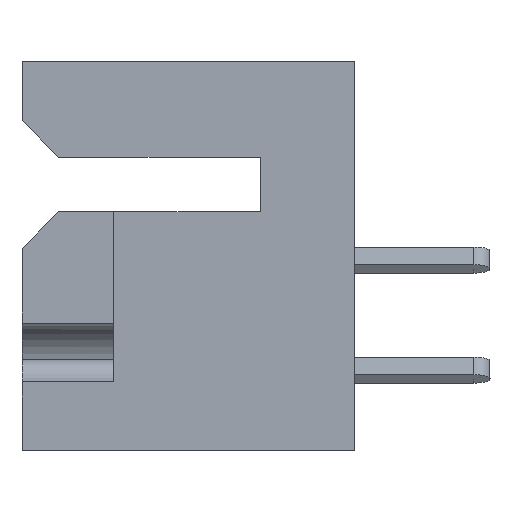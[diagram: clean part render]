
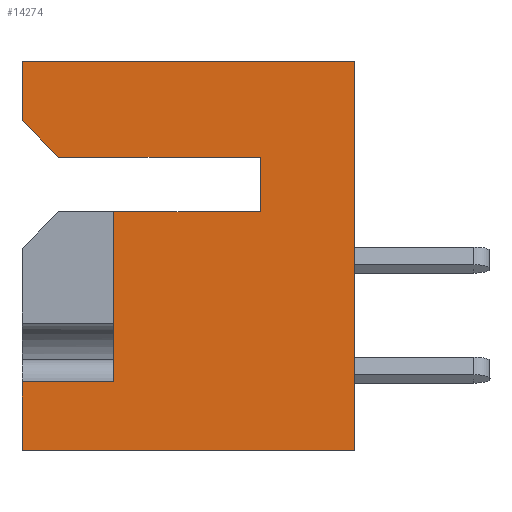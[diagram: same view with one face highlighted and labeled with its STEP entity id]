
A CAD part, left-side view. The second image highlights one B-rep face of the part: STEP entity #14274.
In plain terms, the highlighted planar face has unit normal (-1, 0, 0).
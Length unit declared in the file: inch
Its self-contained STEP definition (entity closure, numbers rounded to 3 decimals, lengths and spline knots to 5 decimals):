
#111 = EDGE_CURVE ( 'NONE', #17673, #32130, #26426, .T. ) ;
#716 = EDGE_CURVE ( 'NONE', #17243, #17673, #28709, .T. ) ;
#754 = EDGE_CURVE ( 'NONE', #20038, #27380, #13563, .T. ) ;
#919 = DIRECTION ( 'NONE',  ( 0., -1., 0. ) ) ;
#1270 = CARTESIAN_POINT ( 'NONE',  ( 0., 0.453, 0. ) ) ;
#1607 = LINE ( 'NONE', #13180, #14457 ) ;
#1883 = VECTOR ( 'NONE', #16261, 39.37008 ) ;
#1981 = FACE_OUTER_BOUND ( 'NONE', #28858, .T. ) ;
#1983 = CARTESIAN_POINT ( 'NONE',  ( 0., 0.328, -0.205 ) ) ;
#2108 = LINE ( 'NONE', #4347, #25043 ) ;
#2341 = CARTESIAN_POINT ( 'NONE',  ( 0., 0.453, -0.531 ) ) ;
#2453 = DIRECTION ( 'NONE',  ( 0., 0., 1. ) ) ;
#2923 = CARTESIAN_POINT ( 'NONE',  ( 0., 0.453, 0. ) ) ;
#3163 = ORIENTED_EDGE ( 'NONE', *, *, #18895, .T. ) ;
#3223 = LINE ( 'NONE', #11881, #14910 ) ;
#4347 = CARTESIAN_POINT ( 'NONE',  ( 0., 0.453, 0. ) ) ;
#4425 = CARTESIAN_POINT ( 'NONE',  ( 0., 0.128, -0.131 ) ) ;
#4768 = LINE ( 'NONE', #9409, #21101 ) ;
#5257 = DIRECTION ( 'NONE',  ( 1., 0., 0. ) ) ;
#5419 = VECTOR ( 'NONE', #31126, 39.37008 ) ;
#5799 = LINE ( 'NONE', #1270, #5419 ) ;
#6396 = DIRECTION ( 'NONE',  ( 0., 0., 1. ) ) ;
#7059 = ORIENTED_EDGE ( 'NONE', *, *, #7921, .T. ) ;
#7184 = DIRECTION ( 'NONE',  ( 0., 0., 1. ) ) ;
#7921 = EDGE_CURVE ( 'NONE', #21033, #16433, #30467, .T. ) ;
#8375 = CARTESIAN_POINT ( 'NONE',  ( 0., 0.403, -0.131 ) ) ;
#8654 = EDGE_CURVE ( 'NONE', #21033, #15752, #2108, .T. ) ;
#9174 = DIRECTION ( 'NONE',  ( 0., -0.707, -0.707 ) ) ;
#9409 = CARTESIAN_POINT ( 'NONE',  ( 0., 0.328, -0.205 ) ) ;
#9658 = CARTESIAN_POINT ( 'NONE',  ( 0., 0.453, 0. ) ) ;
#10044 = EDGE_CURVE ( 'NONE', #20038, #32130, #3223, .T. ) ;
#10502 = DIRECTION ( 'NONE',  ( 0., 0., -1. ) ) ;
#10526 = VECTOR ( 'NONE', #28603, 39.37008 ) ;
#11066 = CARTESIAN_POINT ( 'NONE',  ( 0., 0.453, -0.437 ) ) ;
#11881 = CARTESIAN_POINT ( 'NONE',  ( 0., 0.403, -0.131 ) ) ;
#13180 = CARTESIAN_POINT ( 'NONE',  ( 0., 0.128, -0.205 ) ) ;
#13308 = CARTESIAN_POINT ( 'NONE',  ( 0., 0.328, -0.437 ) ) ;
#13563 = LINE ( 'NONE', #9658, #23274 ) ;
#13938 = ORIENTED_EDGE ( 'NONE', *, *, #26381, .F. ) ;
#14274 = ADVANCED_FACE ( 'NONE', ( #1981 ), #25250, .F. ) ;
#14282 = DIRECTION ( 'NONE',  ( 0., 0., 1. ) ) ;
#14457 = VECTOR ( 'NONE', #23249, 39.37008 ) ;
#14910 = VECTOR ( 'NONE', #9174, 39.37008 ) ;
#15414 = VERTEX_POINT ( 'NONE', #27145 ) ;
#15467 = ORIENTED_EDGE ( 'NONE', *, *, #111, .F. ) ;
#15598 = ORIENTED_EDGE ( 'NONE', *, *, #10044, .T. ) ;
#15735 = EDGE_CURVE ( 'NONE', #19009, #15752, #28696, .T. ) ;
#15752 = VERTEX_POINT ( 'NONE', #11066 ) ;
#15769 = CARTESIAN_POINT ( 'NONE',  ( 0., 0.453, -0.081 ) ) ;
#16115 = CARTESIAN_POINT ( 'NONE',  ( 0., 0.128, -0.131 ) ) ;
#16261 = DIRECTION ( 'NONE',  ( 0., 1., 0. ) ) ;
#16433 = VERTEX_POINT ( 'NONE', #29111 ) ;
#16450 = ORIENTED_EDGE ( 'NONE', *, *, #25288, .T. ) ;
#17129 = ORIENTED_EDGE ( 'NONE', *, *, #716, .F. ) ;
#17243 = VERTEX_POINT ( 'NONE', #25633 ) ;
#17500 = ORIENTED_EDGE ( 'NONE', *, *, #15735, .T. ) ;
#17673 = VERTEX_POINT ( 'NONE', #24750 ) ;
#18086 = ORIENTED_EDGE ( 'NONE', *, *, #19658, .F. ) ;
#18436 = LINE ( 'NONE', #21977, #19999 ) ;
#18671 = AXIS2_PLACEMENT_3D ( 'NONE', #25139, #5257, #10502 ) ;
#18895 = EDGE_CURVE ( 'NONE', #16433, #15414, #18436, .T. ) ;
#19009 = VERTEX_POINT ( 'NONE', #13308 ) ;
#19658 = EDGE_CURVE ( 'NONE', #19009, #23149, #4768, .T. ) ;
#19999 = VECTOR ( 'NONE', #7184, 39.37008 ) ;
#20038 = VERTEX_POINT ( 'NONE', #15769 ) ;
#21033 = VERTEX_POINT ( 'NONE', #2341 ) ;
#21101 = VECTOR ( 'NONE', #14282, 39.37008 ) ;
#21977 = CARTESIAN_POINT ( 'NONE',  ( 0., 0., 0. ) ) ;
#23149 = VERTEX_POINT ( 'NONE', #1983 ) ;
#23249 = DIRECTION ( 'NONE',  ( 0., 1., 0. ) ) ;
#23274 = VECTOR ( 'NONE', #2453, 39.37008 ) ;
#23745 = CARTESIAN_POINT ( 'NONE',  ( 0., 0.328, -0.437 ) ) ;
#24750 = CARTESIAN_POINT ( 'NONE',  ( 0., 0.128, -0.131 ) ) ;
#25043 = VECTOR ( 'NONE', #6396, 39.37008 ) ;
#25139 = CARTESIAN_POINT ( 'NONE',  ( 0., 0.453, 0. ) ) ;
#25250 = PLANE ( 'NONE',  #18671 ) ;
#25288 = EDGE_CURVE ( 'NONE', #17243, #23149, #1607, .T. ) ;
#25633 = CARTESIAN_POINT ( 'NONE',  ( 0., 0.128, -0.205 ) ) ;
#25978 = CARTESIAN_POINT ( 'NONE',  ( 0., 0.453, -0.531 ) ) ;
#26381 = EDGE_CURVE ( 'NONE', #27380, #15414, #5799, .T. ) ;
#26426 = LINE ( 'NONE', #16115, #10526 ) ;
#26794 = DIRECTION ( 'NONE',  ( 0., 0., 1. ) ) ;
#27145 = CARTESIAN_POINT ( 'NONE',  ( 0., 0., 0. ) ) ;
#27380 = VERTEX_POINT ( 'NONE', #2923 ) ;
#28305 = ORIENTED_EDGE ( 'NONE', *, *, #8654, .F. ) ;
#28603 = DIRECTION ( 'NONE',  ( 0., 1., 0. ) ) ;
#28696 = LINE ( 'NONE', #23745, #1883 ) ;
#28709 = LINE ( 'NONE', #4425, #30666 ) ;
#28858 = EDGE_LOOP ( 'NONE', ( #17500, #28305, #7059, #3163, #13938, #30022, #15598, #15467, #17129, #16450, #18086 ) ) ;
#29111 = CARTESIAN_POINT ( 'NONE',  ( 0., 0., -0.531 ) ) ;
#29662 = VECTOR ( 'NONE', #919, 39.37008 ) ;
#30022 = ORIENTED_EDGE ( 'NONE', *, *, #754, .F. ) ;
#30467 = LINE ( 'NONE', #25978, #29662 ) ;
#30666 = VECTOR ( 'NONE', #26794, 39.37008 ) ;
#31126 = DIRECTION ( 'NONE',  ( 0., -1., 0. ) ) ;
#32130 = VERTEX_POINT ( 'NONE', #8375 ) ;
